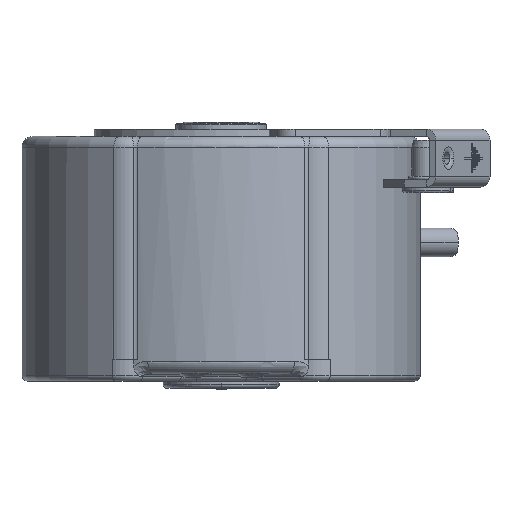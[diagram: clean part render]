
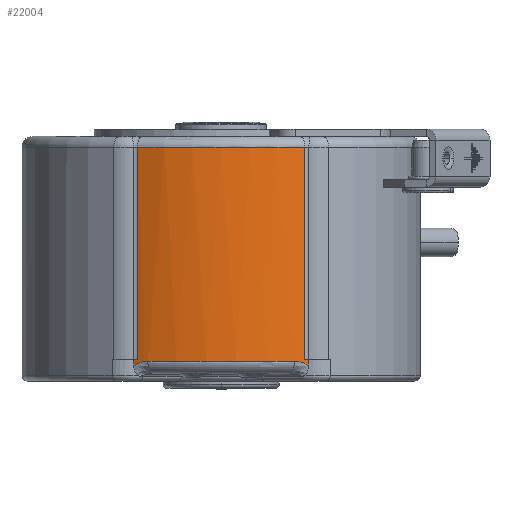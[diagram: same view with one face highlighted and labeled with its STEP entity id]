
A CAD part, front view. The second image highlights one B-rep face of the part: STEP entity #22004.
In plain terms, the highlighted cylindrical face has radius 53 mm (diameter 106 mm), a partial arc.
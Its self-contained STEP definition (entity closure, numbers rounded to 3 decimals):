
#1477=DIRECTION('',(0.,0.,-1.));
#1478=VECTOR('',#1477,58.5);
#1479=CARTESIAN_POINT('',(-23.08,-47.711,8.3));
#1480=LINE('',#1479,#1478);
#1495=CARTESIAN_POINT('',(0.,0.,-50.2));
#1496=DIRECTION('',(0.,0.,1.));
#1497=DIRECTION('',(0.435,-0.9,0.));
#1498=AXIS2_PLACEMENT_3D('',#1495,#1496,#1497);
#1500=DIRECTION('',(0.,0.,-1.));
#1501=VECTOR('',#1500,1.909);
#1502=CARTESIAN_POINT('',(24.096,-47.206,-50.2));
#1503=LINE('',#1502,#1501);
#1504=CARTESIAN_POINT('',(24.096,-47.206,
-52.109));
#1505=CARTESIAN_POINT('',(24.025,-47.242,
-52.042));
#1506=CARTESIAN_POINT('',(23.875,-47.318,
-51.912));
#1507=CARTESIAN_POINT('',(23.631,-47.44,
-51.725));
#1508=CARTESIAN_POINT('',(23.368,-47.57,
-51.549));
#1509=CARTESIAN_POINT('',(23.086,-47.708,
-51.385));
#1510=CARTESIAN_POINT('',(22.785,-47.853,
-51.235));
#1511=CARTESIAN_POINT('',(22.464,-48.004,
-51.1));
#1512=CARTESIAN_POINT('',(22.125,-48.161,
-50.982));
#1513=CARTESIAN_POINT('',(21.769,-48.323,
-50.882));
#1514=CARTESIAN_POINT('',(21.397,-48.489,
-50.802));
#1515=CARTESIAN_POINT('',(21.01,-48.658,
-50.744));
#1516=CARTESIAN_POINT('',(20.611,-48.829,
-50.708));
#1517=CARTESIAN_POINT('',(20.338,-48.943,
-50.7));
#1518=CARTESIAN_POINT('',(20.2,-49.,-50.7));
#1520=CARTESIAN_POINT('',(0.,0.,-50.7));
#1521=DIRECTION('',(0.,0.,-1.));
#1522=DIRECTION('',(0.381,-0.925,0.));
#1523=AXIS2_PLACEMENT_3D('',#1520,#1521,#1522);
#1525=CARTESIAN_POINT('',(-20.2,-49.,-50.7));
#1526=CARTESIAN_POINT('',(-20.338,-48.943,
-50.7));
#1527=CARTESIAN_POINT('',(-20.611,-48.829,
-50.708));
#1528=CARTESIAN_POINT('',(-21.011,-48.658,
-50.744));
#1529=CARTESIAN_POINT('',(-21.398,-48.489,
-50.802));
#1530=CARTESIAN_POINT('',(-21.77,-48.323,
-50.882));
#1531=CARTESIAN_POINT('',(-22.126,-48.161,
-50.982));
#1532=CARTESIAN_POINT('',(-22.464,-48.004,
-51.1));
#1533=CARTESIAN_POINT('',(-22.785,-47.853,
-51.235));
#1534=CARTESIAN_POINT('',(-23.086,-47.708,
-51.385));
#1535=CARTESIAN_POINT('',(-23.368,-47.571,
-51.549));
#1536=CARTESIAN_POINT('',(-23.631,-47.44,
-51.725));
#1537=CARTESIAN_POINT('',(-23.875,-47.318,
-51.912));
#1538=CARTESIAN_POINT('',(-24.025,-47.242,
-52.042));
#1539=CARTESIAN_POINT('',(-24.096,-47.206,
-52.109));
#1541=DIRECTION('',(0.,0.,1.));
#1542=VECTOR('',#1541,1.909);
#1543=CARTESIAN_POINT('',(-24.096,-47.206,
-52.109));
#1544=LINE('',#1543,#1542);
#1545=CARTESIAN_POINT('',(0.,0.,-50.2));
#1546=DIRECTION('',(0.,0.,1.));
#1547=DIRECTION('',(-0.455,-0.891,0.));
#1548=AXIS2_PLACEMENT_3D('',#1545,#1546,#1547);
#1550=CARTESIAN_POINT('',(0.,0.,8.3));
#1551=DIRECTION('',(0.,0.,-1.));
#1552=DIRECTION('',(0.435,-0.9,0.));
#1553=AXIS2_PLACEMENT_3D('',#1550,#1551,#1552);
#1564=DIRECTION('',(0.,0.,1.));
#1565=VECTOR('',#1564,58.5);
#1566=CARTESIAN_POINT('',(23.08,-47.711,-50.2));
#1567=LINE('',#1566,#1565);
#17683=VERTEX_POINT('',#1525);
#17684=VERTEX_POINT('',#1539);
#17686=CARTESIAN_POINT('',(20.2,-49.,-50.7));
#17687=VERTEX_POINT('',#17686);
#17691=VERTEX_POINT('',#1504);
#18773=CARTESIAN_POINT('',(23.08,-47.711,8.3));
#18774=CARTESIAN_POINT('',(-23.08,-47.711,8.3));
#18775=VERTEX_POINT('',#18773);
#18776=VERTEX_POINT('',#18774);
#19269=CARTESIAN_POINT('',(-24.096,-47.206,-50.2));
#19270=CARTESIAN_POINT('',(-23.08,-47.711,-50.2));
#19271=VERTEX_POINT('',#19269);
#19272=VERTEX_POINT('',#19270);
#19273=CARTESIAN_POINT('',(23.08,-47.711,-50.2));
#19274=CARTESIAN_POINT('',(24.096,-47.206,-50.2));
#19275=VERTEX_POINT('',#19273);
#19276=VERTEX_POINT('',#19274);
#21978=CARTESIAN_POINT('',(0.,0.,-54.2));
#21979=DIRECTION('',(0.,0.,1.));
#21980=DIRECTION('',(1.,0.,0.));
#21981=AXIS2_PLACEMENT_3D('',#21978,#21979,#21980);
#21982=CYLINDRICAL_SURFACE('',#21981,53.);
#21984=ORIENTED_EDGE('',*,*,#21983,.F.);
#21986=ORIENTED_EDGE('',*,*,#21985,.T.);
#21988=ORIENTED_EDGE('',*,*,#21987,.T.);
#21990=ORIENTED_EDGE('',*,*,#21989,.T.);
#21992=ORIENTED_EDGE('',*,*,#21991,.T.);
#21994=ORIENTED_EDGE('',*,*,#21993,.T.);
#21996=ORIENTED_EDGE('',*,*,#21995,.T.);
#21998=ORIENTED_EDGE('',*,*,#21997,.T.);
#21999=ORIENTED_EDGE('',*,*,#21968,.F.);
#22001=ORIENTED_EDGE('',*,*,#22000,.F.);
#22002=EDGE_LOOP('',(#21984,#21986,#21988,#21990,#21992,#21994,#21996,#21998,
#21999,#22001));
#22003=FACE_OUTER_BOUND('',#22002,.F.);
#1499=CIRCLE('',#1498,53.);
#1519=B_SPLINE_CURVE_WITH_KNOTS('',3,(#1504,#1505,#1506,#1507,#1508,#1509,#1510,
#1511,#1512,#1513,#1514,#1515,#1516,#1517,#1518),.UNSPECIFIED.,.F.,.F.,(4,1,1,1,
1,1,1,1,1,1,1,1,4),(0.,0.083,0.167,0.25,
0.333,0.417,0.5,0.583,0.667,
0.75,0.833,0.917,1.),.UNSPECIFIED.);
#1524=CIRCLE('',#1523,53.);
#1540=B_SPLINE_CURVE_WITH_KNOTS('',3,(#1525,#1526,#1527,#1528,#1529,#1530,#1531,
#1532,#1533,#1534,#1535,#1536,#1537,#1538,#1539),.UNSPECIFIED.,.F.,.F.,(4,1,1,1,
1,1,1,1,1,1,1,1,4),(0.,0.083,0.167,0.25,
0.333,0.417,0.5,0.583,0.667,
0.75,0.833,0.917,1.),.UNSPECIFIED.);
#1549=CIRCLE('',#1548,53.);
#1554=CIRCLE('',#1553,53.);
#21968=EDGE_CURVE('',#18776,#19272,#1480,.T.);
#21983=EDGE_CURVE('',#19275,#18775,#1567,.T.);
#21985=EDGE_CURVE('',#19275,#19276,#1499,.T.);
#21987=EDGE_CURVE('',#19276,#17691,#1503,.T.);
#21989=EDGE_CURVE('',#17691,#17687,#1519,.T.);
#21991=EDGE_CURVE('',#17687,#17683,#1524,.T.);
#21993=EDGE_CURVE('',#17683,#17684,#1540,.T.);
#21995=EDGE_CURVE('',#17684,#19271,#1544,.T.);
#21997=EDGE_CURVE('',#19271,#19272,#1549,.T.);
#22000=EDGE_CURVE('',#18775,#18776,#1554,.T.);
#22004=ADVANCED_FACE('',(#22003),#21982,.T.);
